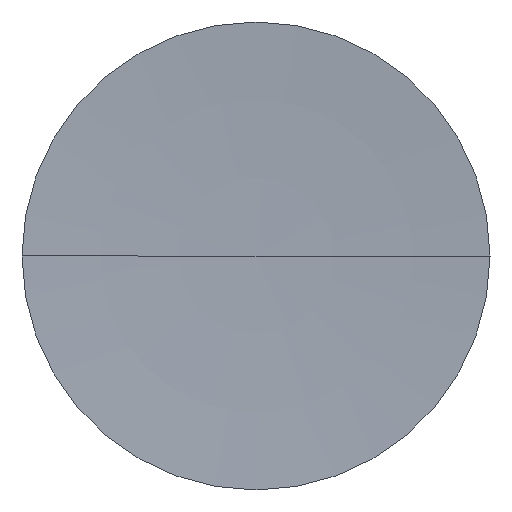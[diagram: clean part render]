
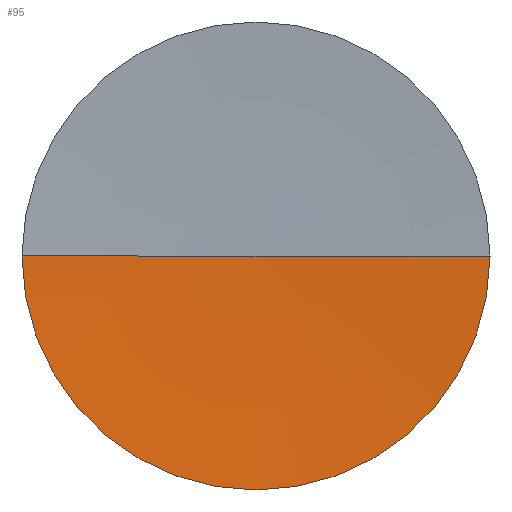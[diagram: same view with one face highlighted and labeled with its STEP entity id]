
A CAD part, left-side view. The second image highlights one B-rep face of the part: STEP entity #95.
In plain terms, the highlighted toroidal (fillet/blend) face has major radius 0.21 mm and minor radius 211 mm.
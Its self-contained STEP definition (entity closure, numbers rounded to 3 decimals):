
#4 = DIRECTION ( 'NONE',  ( -1., 0., 0. ) ) ;
#7 = AXIS2_PLACEMENT_3D ( 'NONE', #150, #4, #136 ) ;
#10 = EDGE_CURVE ( 'NONE', #32, #145, #126, .T. ) ;
#14 = CARTESIAN_POINT ( 'NONE',  ( 94.721, 64.878, 0. ) ) ;
#26 = ORIENTED_EDGE ( 'NONE', *, *, #29, .T. ) ;
#29 = EDGE_CURVE ( 'NONE', #70, #32, #159, .T. ) ;
#30 = CARTESIAN_POINT ( 'NONE',  ( 94.721, 52.178, 0. ) ) ;
#32 = VERTEX_POINT ( 'NONE', #14 ) ;
#33 = DIRECTION ( 'NONE',  ( 0., -1., 0. ) ) ;
#61 = DIRECTION ( 'NONE',  ( -1., 0., 0. ) ) ;
#64 = DIRECTION ( 'NONE',  ( 0., 0., 1. ) ) ;
#67 = AXIS2_PLACEMENT_3D ( 'NONE', #30, #61, #33 ) ;
#69 = ORIENTED_EDGE ( 'NONE', *, *, #10, .T. ) ;
#70 = VERTEX_POINT ( 'NONE', #122 ) ;
#85 = EDGE_CURVE ( 'NONE', #70, #145, #168, .T. ) ;
#87 = EDGE_LOOP ( 'NONE', ( #101, #26, #69 ) ) ;
#95 = ADVANCED_FACE ( 'NONE', ( #155 ), #158, .F. ) ;
#101 = ORIENTED_EDGE ( 'NONE', *, *, #85, .F. ) ;
#104 = DIRECTION ( 'NONE',  ( 0., 0., -1. ) ) ;
#119 = CARTESIAN_POINT ( 'NONE',  ( -115.909, 52.388, 0. ) ) ;
#122 = CARTESIAN_POINT ( 'NONE',  ( 95.09, 52.178, 0. ) ) ;
#124 = CARTESIAN_POINT ( 'NONE',  ( 94.721, 39.478, 0. ) ) ;
#126 = CIRCLE ( 'NONE', #67, 12.7 ) ;
#136 = DIRECTION ( 'NONE',  ( 0., -1., 0. ) ) ;
#138 = DIRECTION ( 'NONE',  ( -1., 0., 0. ) ) ;
#145 = VERTEX_POINT ( 'NONE', #124 ) ;
#146 = AXIS2_PLACEMENT_3D ( 'NONE', #119, #64, #161 ) ;
#150 = CARTESIAN_POINT ( 'NONE',  ( -115.909, 52.178, 0. ) ) ;
#151 = CARTESIAN_POINT ( 'NONE',  ( -115.909, 51.968, 0. ) ) ;
#155 = FACE_OUTER_BOUND ( 'NONE', #87, .T. ) ;
#156 = AXIS2_PLACEMENT_3D ( 'NONE', #151, #104, #138 ) ;
#158 = TOROIDAL_SURFACE ( 'NONE', #7, 0.21, 211. ) ;
#159 = CIRCLE ( 'NONE', #146, 211. ) ;
#161 = DIRECTION ( 'NONE',  ( 0., -1., 0. ) ) ;
#168 = CIRCLE ( 'NONE', #156, 211. ) ;
